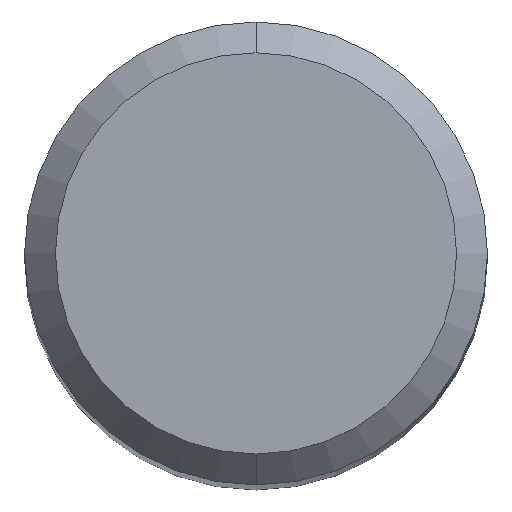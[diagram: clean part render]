
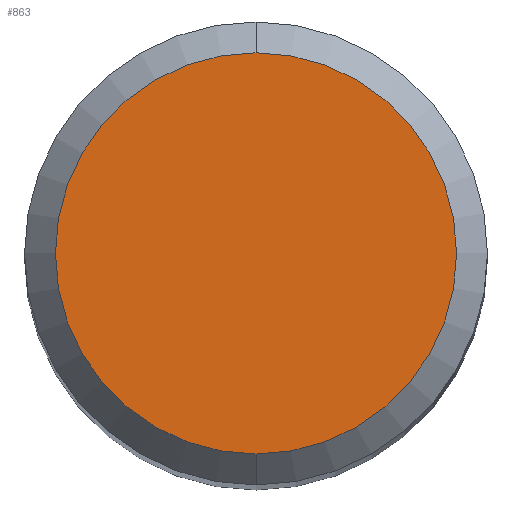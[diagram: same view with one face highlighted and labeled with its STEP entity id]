
A CAD part, top view. The second image highlights one B-rep face of the part: STEP entity #863.
In plain terms, the highlighted planar face has unit normal (0, 0, 1).
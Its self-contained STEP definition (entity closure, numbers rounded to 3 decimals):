
#495=VERTEX_POINT('',#1114);
#627=VERTEX_POINT('',#1256);
#685=EDGE_CURVE('',#627,#495,#1318,.T.);
#863=ADVANCED_FACE('',(#1512),#1513,.T.);
#883=EDGE_CURVE('',#495,#627,#1533,.T.);
#1114=CARTESIAN_POINT('',(0.0,2.6,0.0));
#1256=CARTESIAN_POINT('',(0.,-2.6,0.0));
#1318=CIRCLE('',#3332,2.6);
#1512=FACE_OUTER_BOUND('',#4569,.T.);
#1513=PLANE('',#4570);
#1533=CIRCLE('',#4625,2.6);
#3332=AXIS2_PLACEMENT_3D('',#5154,#5155,#5156);
#4569=EDGE_LOOP('',(#5354,#5355));
#4570=AXIS2_PLACEMENT_3D('',#5356,#5357,#5358);
#4625=AXIS2_PLACEMENT_3D('',#5360,#5361,#5362);
#5154=CARTESIAN_POINT('',(0.0,0.0,0.0));
#5155=DIRECTION('',(0.0,0.0,-1.0));
#5156=DIRECTION('',(0.0,1.0,0.0));
#5354=ORIENTED_EDGE('',*,*,#883,.F.);
#5355=ORIENTED_EDGE('',*,*,#685,.F.);
#5356=CARTESIAN_POINT('',(0.0,1.3,0.0));
#5357=DIRECTION('',(-0.0,0.0,1.0));
#5358=DIRECTION('',(0.0,-1.0,0.0));
#5360=CARTESIAN_POINT('',(0.0,0.0,0.0));
#5361=DIRECTION('',(0.0,0.0,-1.0));
#5362=DIRECTION('',(0.0,1.0,0.0));
